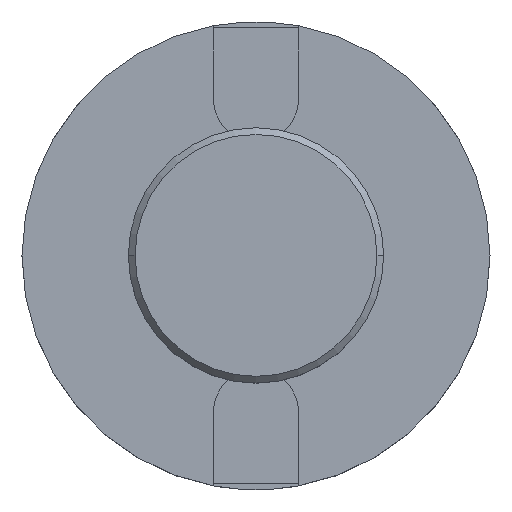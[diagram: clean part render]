
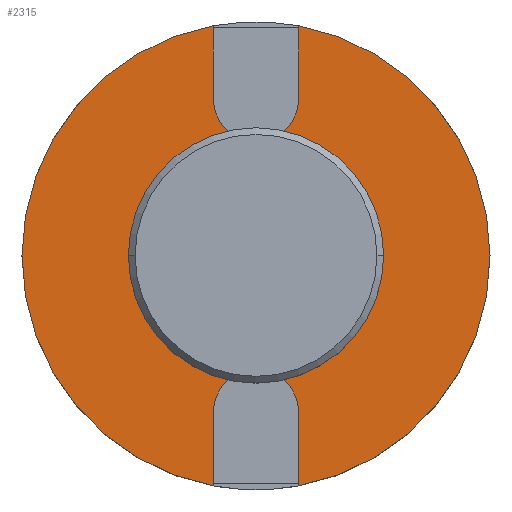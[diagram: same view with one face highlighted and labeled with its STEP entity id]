
A CAD part, top view. The second image highlights one B-rep face of the part: STEP entity #2315.
In plain terms, the highlighted planar face has unit normal (0, 0, 1).
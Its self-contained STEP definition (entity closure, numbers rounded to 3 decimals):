
#5 = ORIENTED_EDGE ( 'NONE', *, *, #4190, .F. ) ;
#34 = VERTEX_POINT ( 'NONE', #2890 ) ;
#55 = EDGE_CURVE ( 'NONE', #4440, #3065, #4289, .T. ) ;
#67 = ORIENTED_EDGE ( 'NONE', *, *, #783, .F. ) ;
#108 = LINE ( 'NONE', #999, #3658 ) ;
#149 = CARTESIAN_POINT ( 'NONE',  ( 6.35, -34., 152.4 ) ) ;
#170 = CARTESIAN_POINT ( 'NONE',  ( 6.35, 34.925, 152.4 ) ) ;
#177 = CARTESIAN_POINT ( 'NONE',  ( 6.35, -23.35, 152.4 ) ) ;
#196 = VECTOR ( 'NONE', #4009, 1000. ) ;
#266 = CARTESIAN_POINT ( 'NONE',  ( 0., 0., 152.4 ) ) ;
#322 = EDGE_CURVE ( 'NONE', #1374, #2387, #3324, .T. ) ;
#351 = CARTESIAN_POINT ( 'NONE',  ( -6.35, 34., 152.4 ) ) ;
#419 = CARTESIAN_POINT ( 'NONE',  ( 0., 0., 152.4 ) ) ;
#509 = VECTOR ( 'NONE', #2403, 1000. ) ;
#522 = VERTEX_POINT ( 'NONE', #4265 ) ;
#594 = DIRECTION ( 'NONE',  ( -1., 0., 0. ) ) ;
#636 = DIRECTION ( 'NONE',  ( 0., 0., -1. ) ) ;
#651 = ORIENTED_EDGE ( 'NONE', *, *, #55, .F. ) ;
#653 = VERTEX_POINT ( 'NONE', #811 ) ;
#663 = CIRCLE ( 'NONE', #1578, 34.925 ) ;
#761 = DIRECTION ( 'NONE',  ( -1., 0., 0. ) ) ;
#783 = EDGE_CURVE ( 'NONE', #2922, #2135, #1090, .T. ) ;
#811 = CARTESIAN_POINT ( 'NONE',  ( -6.35, -34.343, 152.4 ) ) ;
#874 = VERTEX_POINT ( 'NONE', #991 ) ;
#887 = ORIENTED_EDGE ( 'NONE', *, *, #2769, .F. ) ;
#941 = VECTOR ( 'NONE', #1323, 1000. ) ;
#954 = DIRECTION ( 'NONE',  ( 0., 0., 1. ) ) ;
#969 = CARTESIAN_POINT ( 'NONE',  ( 0., 34.925, 152.4 ) ) ;
#991 = CARTESIAN_POINT ( 'NONE',  ( -6.35, -34., 152.4 ) ) ;
#999 = CARTESIAN_POINT ( 'NONE',  ( -6.35, -38.438, 152.4 ) ) ;
#1000 = FACE_OUTER_BOUND ( 'NONE', #3535, .T. ) ;
#1044 = ORIENTED_EDGE ( 'NONE', *, *, #322, .F. ) ;
#1090 = LINE ( 'NONE', #170, #196 ) ;
#1094 = CIRCLE ( 'NONE', #1565, 6.35 ) ;
#1180 = CARTESIAN_POINT ( 'NONE',  ( -6.35, 34.925, 152.4 ) ) ;
#1228 = DIRECTION ( 'NONE',  ( 0., 0., 1. ) ) ;
#1229 = DIRECTION ( 'NONE',  ( 0., 0., -1. ) ) ;
#1237 = DIRECTION ( 'NONE',  ( 0., 1., 0. ) ) ;
#1288 = EDGE_CURVE ( 'NONE', #4161, #3065, #3257, .T. ) ;
#1323 = DIRECTION ( 'NONE',  ( 0., 1., 0. ) ) ;
#1339 = CARTESIAN_POINT ( 'NONE',  ( 0., 0., 152.4 ) ) ;
#1344 = ORIENTED_EDGE ( 'NONE', *, *, #3783, .F. ) ;
#1351 = ORIENTED_EDGE ( 'NONE', *, *, #4206, .F. ) ;
#1374 = VERTEX_POINT ( 'NONE', #3469 ) ;
#1377 = PLANE ( 'NONE',  #1668 ) ;
#1564 = EDGE_CURVE ( 'NONE', #653, #3208, #3471, .T. ) ;
#1565 = AXIS2_PLACEMENT_3D ( 'NONE', #3021, #954, #3365 ) ;
#1578 = AXIS2_PLACEMENT_3D ( 'NONE', #266, #2667, #594 ) ;
#1638 = LINE ( 'NONE', #3653, #2440 ) ;
#1647 = EDGE_LOOP ( 'NONE', ( #1779, #3244 ) ) ;
#1668 = AXIS2_PLACEMENT_3D ( 'NONE', #969, #1228, #2926 ) ;
#1673 = ORIENTED_EDGE ( 'NONE', *, *, #1564, .F. ) ;
#1693 = DIRECTION ( 'NONE',  ( -1., 0., 0. ) ) ;
#1779 = ORIENTED_EDGE ( 'NONE', *, *, #4135, .T. ) ;
#1806 = FACE_BOUND ( 'NONE', #1647, .T. ) ;
#1845 = VERTEX_POINT ( 'NONE', #2404 ) ;
#1881 = CARTESIAN_POINT ( 'NONE',  ( 0., 23.35, 152.4 ) ) ;
#1885 = CARTESIAN_POINT ( 'NONE',  ( 0., 0., 152.4 ) ) ;
#1938 = CIRCLE ( 'NONE', #4033, 34.925 ) ;
#2019 = CARTESIAN_POINT ( 'NONE',  ( 6.35, 23.35, 152.4 ) ) ;
#2074 = CIRCLE ( 'NONE', #3757, 6.35 ) ;
#2135 = VERTEX_POINT ( 'NONE', #149 ) ;
#2137 = AXIS2_PLACEMENT_3D ( 'NONE', #419, #2839, #761 ) ;
#2161 = CARTESIAN_POINT ( 'NONE',  ( 6.35, 34.343, 152.4 ) ) ;
#2229 = DIRECTION ( 'NONE',  ( 1., 0., 0. ) ) ;
#2235 = DIRECTION ( 'NONE',  ( -1., 0., 0. ) ) ;
#2263 = CARTESIAN_POINT ( 'NONE',  ( 0., 0., 152.4 ) ) ;
#2315 = ADVANCED_FACE ( 'NONE', ( #1000, #1806 ), #1377, .T. ) ;
#2343 = EDGE_CURVE ( 'NONE', #2875, #2922, #3431, .T. ) ;
#2371 = CARTESIAN_POINT ( 'NONE',  ( 15.875, 0., 152.4 ) ) ;
#2387 = VERTEX_POINT ( 'NONE', #2161 ) ;
#2403 = DIRECTION ( 'NONE',  ( 0., -1., 0. ) ) ;
#2404 = CARTESIAN_POINT ( 'NONE',  ( 6.35, 23.35, 152.4 ) ) ;
#2440 = VECTOR ( 'NONE', #1237, 1000. ) ;
#2485 = CARTESIAN_POINT ( 'NONE',  ( -6.35, 34.343, 152.4 ) ) ;
#2531 = CARTESIAN_POINT ( 'NONE',  ( -34.925, 0., 152.4 ) ) ;
#2535 = EDGE_CURVE ( 'NONE', #4161, #1845, #2074, .T. ) ;
#2645 = ORIENTED_EDGE ( 'NONE', *, *, #2535, .F. ) ;
#2667 = DIRECTION ( 'NONE',  ( 0., 0., -1. ) ) ;
#2696 = CARTESIAN_POINT ( 'NONE',  ( 0., 0., 152.4 ) ) ;
#2745 = CARTESIAN_POINT ( 'NONE',  ( 6.35, 23.35, 152.4 ) ) ;
#2749 = CARTESIAN_POINT ( 'NONE',  ( -6.35, 34.925, 152.4 ) ) ;
#2769 = EDGE_CURVE ( 'NONE', #874, #653, #3058, .T. ) ;
#2809 = CARTESIAN_POINT ( 'NONE',  ( 34.925, 0., 152.4 ) ) ;
#2839 = DIRECTION ( 'NONE',  ( 0., 0., -1. ) ) ;
#2875 = VERTEX_POINT ( 'NONE', #2809 ) ;
#2887 = LINE ( 'NONE', #2019, #941 ) ;
#2890 = CARTESIAN_POINT ( 'NONE',  ( -15.875, 0., 152.4 ) ) ;
#2922 = VERTEX_POINT ( 'NONE', #3180 ) ;
#2926 = DIRECTION ( 'NONE',  ( 1., 0., 0. ) ) ;
#3021 = CARTESIAN_POINT ( 'NONE',  ( 0., -23.35, 152.4 ) ) ;
#3044 = AXIS2_PLACEMENT_3D ( 'NONE', #1885, #4301, #2235 ) ;
#3058 = LINE ( 'NONE', #4128, #509 ) ;
#3063 = DIRECTION ( 'NONE',  ( -1., 0., 0. ) ) ;
#3065 = VERTEX_POINT ( 'NONE', #351 ) ;
#3100 = DIRECTION ( 'NONE',  ( 0., 1., 0. ) ) ;
#3146 = VECTOR ( 'NONE', #3432, 1000. ) ;
#3180 = CARTESIAN_POINT ( 'NONE',  ( 6.35, -34.343, 152.4 ) ) ;
#3191 = ORIENTED_EDGE ( 'NONE', *, *, #1288, .T. ) ;
#3208 = VERTEX_POINT ( 'NONE', #2531 ) ;
#3244 = ORIENTED_EDGE ( 'NONE', *, *, #3274, .T. ) ;
#3251 = ORIENTED_EDGE ( 'NONE', *, *, #3698, .F. ) ;
#3257 = LINE ( 'NONE', #2749, #3146 ) ;
#3274 = EDGE_CURVE ( 'NONE', #3826, #34, #3586, .T. ) ;
#3284 = VERTEX_POINT ( 'NONE', #177 ) ;
#3324 = LINE ( 'NONE', #2745, #4347 ) ;
#3351 = EDGE_CURVE ( 'NONE', #2135, #3284, #1638, .T. ) ;
#3365 = DIRECTION ( 'NONE',  ( -1., 0., 0. ) ) ;
#3399 = CARTESIAN_POINT ( 'NONE',  ( -6.35, 23.35, 152.4 ) ) ;
#3414 = DIRECTION ( 'NONE',  ( 0., -1., 0. ) ) ;
#3431 = CIRCLE ( 'NONE', #2137, 34.925 ) ;
#3432 = DIRECTION ( 'NONE',  ( 0., 1., 0. ) ) ;
#3439 = EDGE_CURVE ( 'NONE', #3284, #522, #1094, .T. ) ;
#3466 = ORIENTED_EDGE ( 'NONE', *, *, #3439, .F. ) ;
#3469 = CARTESIAN_POINT ( 'NONE',  ( 6.35, 34., 152.4 ) ) ;
#3471 = CIRCLE ( 'NONE', #4131, 34.925 ) ;
#3475 = VECTOR ( 'NONE', #3933, 1000. ) ;
#3512 = ORIENTED_EDGE ( 'NONE', *, *, #2343, .F. ) ;
#3535 = EDGE_LOOP ( 'NONE', ( #67, #3512, #5, #1044, #1344, #2645, #3191, #651, #3251, #1673, #887, #1351, #3466, #3882 ) ) ;
#3569 = AXIS2_PLACEMENT_3D ( 'NONE', #2696, #636, #3063 ) ;
#3586 = CIRCLE ( 'NONE', #3044, 15.875 ) ;
#3653 = CARTESIAN_POINT ( 'NONE',  ( 6.35, 34.925, 152.4 ) ) ;
#3658 = VECTOR ( 'NONE', #3414, 1000. ) ;
#3698 = EDGE_CURVE ( 'NONE', #3208, #4440, #663, .T. ) ;
#3757 = AXIS2_PLACEMENT_3D ( 'NONE', #1881, #4297, #2229 ) ;
#3759 = DIRECTION ( 'NONE',  ( 0., 0., -1. ) ) ;
#3783 = EDGE_CURVE ( 'NONE', #1845, #1374, #2887, .T. ) ;
#3826 = VERTEX_POINT ( 'NONE', #2371 ) ;
#3882 = ORIENTED_EDGE ( 'NONE', *, *, #3351, .F. ) ;
#3909 = DIRECTION ( 'NONE',  ( -1., 0., 0. ) ) ;
#3933 = DIRECTION ( 'NONE',  ( 0., -1., 0. ) ) ;
#4009 = DIRECTION ( 'NONE',  ( 0., 1., 0. ) ) ;
#4033 = AXIS2_PLACEMENT_3D ( 'NONE', #1339, #3759, #1693 ) ;
#4128 = CARTESIAN_POINT ( 'NONE',  ( -6.35, -38.438, 152.4 ) ) ;
#4131 = AXIS2_PLACEMENT_3D ( 'NONE', #2263, #1229, #3909 ) ;
#4135 = EDGE_CURVE ( 'NONE', #34, #3826, #4441, .T. ) ;
#4161 = VERTEX_POINT ( 'NONE', #3399 ) ;
#4190 = EDGE_CURVE ( 'NONE', #2387, #2875, #1938, .T. ) ;
#4206 = EDGE_CURVE ( 'NONE', #522, #874, #108, .T. ) ;
#4265 = CARTESIAN_POINT ( 'NONE',  ( -6.35, -23.35, 152.4 ) ) ;
#4289 = LINE ( 'NONE', #1180, #3475 ) ;
#4297 = DIRECTION ( 'NONE',  ( 0., 0., 1. ) ) ;
#4301 = DIRECTION ( 'NONE',  ( 0., 0., -1. ) ) ;
#4347 = VECTOR ( 'NONE', #3100, 1000. ) ;
#4440 = VERTEX_POINT ( 'NONE', #2485 ) ;
#4441 = CIRCLE ( 'NONE', #3569, 15.875 ) ;
